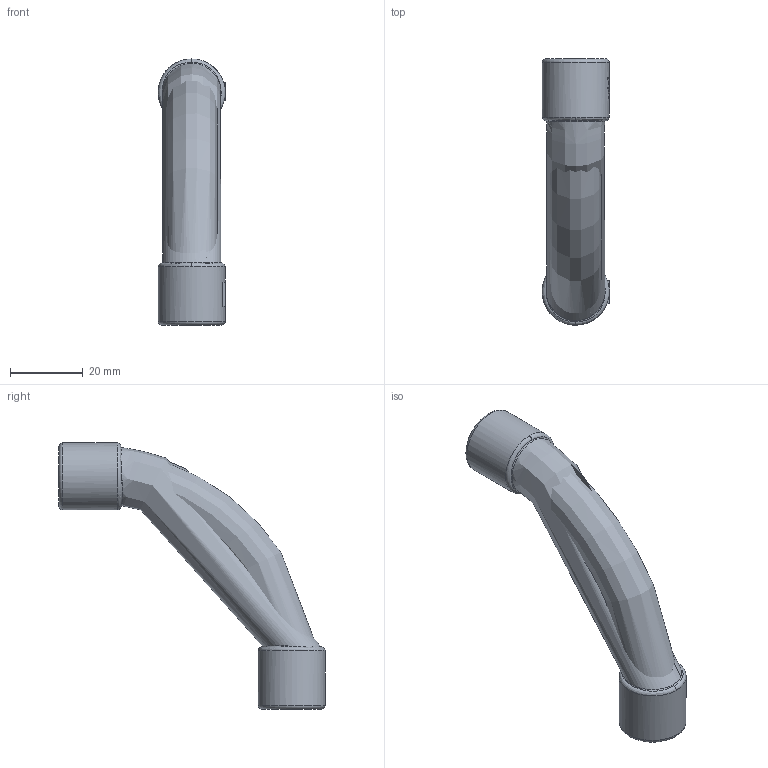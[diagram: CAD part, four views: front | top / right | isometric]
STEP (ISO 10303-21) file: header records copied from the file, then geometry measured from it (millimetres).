
FILE_DESCRIPTION(('STEP AP203'), '1');
FILE_NAME('Ñîåäèíèòåëü óãëîâîé ä16 áåçãàëîãåííûé (HF) àòìîñôåðîñòîéêèé ñåðûé', '', ('UNSPECIFIED'), ('UNSPECIFIED'), 'ASCON STEP Converter 1.6', 'ASCON Math Kernel', '');
FILE_SCHEMA(('CONFIG_CONTROL_DESIGN'));
Length unit declared in the file: millimetre
Bounding box: 18.6 x 73.05 x 73.05 mm (x, y, z)
Volume: 1677.6 mm3; surface area: 7107.8 mm2
Topology: 1 solids, 1 shells, 170 faces, 481 edges, 323 vertices
Faces by surface type: cylinder 85, plane 66, bspline 6, torus 6, extrusion 5, revolution 2
Full cylindrical faces by diameter (mm): 14 x2, 16.4 x2, 18.4 x2
Entity records: 9952 total; most frequent: CARTESIAN_POINT 4395, ORIENTED_EDGE 928, DIRECTION 771, EDGE_CURVE 464, VERTEX_POINT 322, AXIS2_PLACEMENT_3D 282, VECTOR 205, LINE 200
